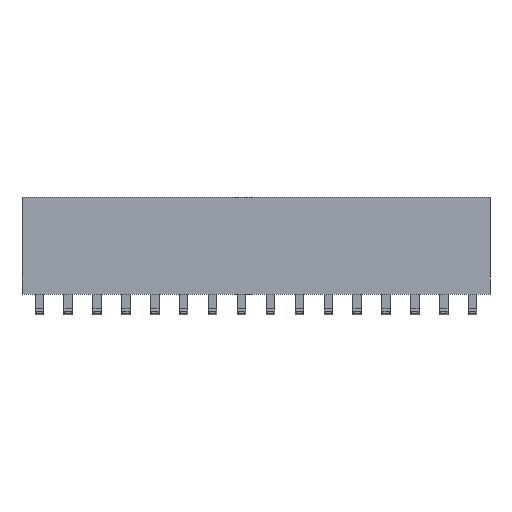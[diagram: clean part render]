
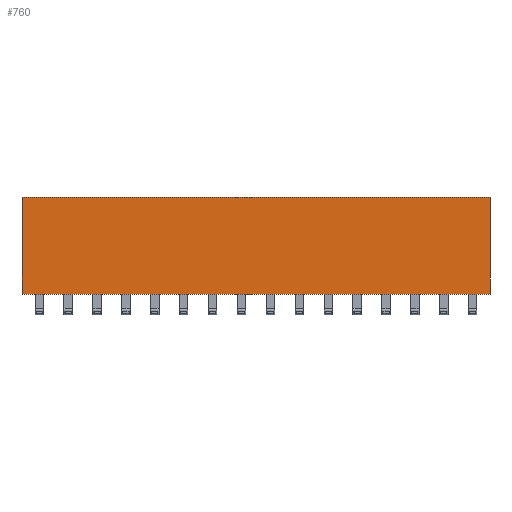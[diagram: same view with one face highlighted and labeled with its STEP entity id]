
A CAD part, front view. The second image highlights one B-rep face of the part: STEP entity #760.
In plain terms, the highlighted planar face has unit normal (0, -1, 0).
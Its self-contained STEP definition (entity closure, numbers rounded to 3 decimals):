
#760 = ADVANCED_FACE( '', ( #1470 ), #1471, .T. );
#1470 = FACE_OUTER_BOUND( '', #2216, .T. );
#1471 = PLANE( '', #2217 );
#2216 = EDGE_LOOP( '', ( #3866, #3867, #3868, #3869 ) );
#2217 = AXIS2_PLACEMENT_3D( '', #3870, #3871, #3872 );
#3866 = ORIENTED_EDGE( '', *, *, #5331, .T. );
#3867 = ORIENTED_EDGE( '', *, *, #5245, .T. );
#3868 = ORIENTED_EDGE( '', *, *, #5332, .T. );
#3869 = ORIENTED_EDGE( '', *, *, #5333, .T. );
#3870 = CARTESIAN_POINT( '', ( 0., -1.25, 0. ) );
#3871 = DIRECTION( '', ( 0., -1., 0. ) );
#3872 = DIRECTION( '', ( 0., 0., -1. ) );
#5245 = EDGE_CURVE( '', #6440, #6438, #6441, .T. );
#5331 = EDGE_CURVE( '', #6552, #6440, #6553, .T. );
#5332 = EDGE_CURVE( '', #6438, #6554, #6555, .T. );
#5333 = EDGE_CURVE( '', #6554, #6552, #6556, .T. );
#6438 = VERTEX_POINT( '', #8150 );
#6440 = VERTEX_POINT( '', #8153 );
#6441 = LINE( '', #8154, #8155 );
#6552 = VERTEX_POINT( '', #8328 );
#6553 = LINE( '', #8329, #8330 );
#6554 = VERTEX_POINT( '', #8331 );
#6555 = LINE( '', #8332, #8333 );
#6556 = LINE( '', #8334, #8335 );
#8150 = CARTESIAN_POINT( '', ( -20.57, -1.25, -4.25 ) );
#8153 = CARTESIAN_POINT( '', ( -20.57, -1.25, 4.25 ) );
#8154 = CARTESIAN_POINT( '', ( -20.57, -1.25, 4.25 ) );
#8155 = VECTOR( '', #9075, 1000. );
#8328 = CARTESIAN_POINT( '', ( 20.57, -1.25, 4.25 ) );
#8329 = CARTESIAN_POINT( '', ( 20.57, -1.25, 4.25 ) );
#8330 = VECTOR( '', #9139, 1000. );
#8331 = CARTESIAN_POINT( '', ( 20.57, -1.25, -4.25 ) );
#8332 = CARTESIAN_POINT( '', ( -20.57, -1.25, -4.25 ) );
#8333 = VECTOR( '', #9140, 1000. );
#8334 = CARTESIAN_POINT( '', ( 20.57, -1.25, -4.25 ) );
#8335 = VECTOR( '', #9141, 1000. );
#9075 = DIRECTION( '', ( 0., 0., -1. ) );
#9139 = DIRECTION( '', ( -1., 0., 0. ) );
#9140 = DIRECTION( '', ( 1., 0., 0. ) );
#9141 = DIRECTION( '', ( 0., 0., 1. ) );
